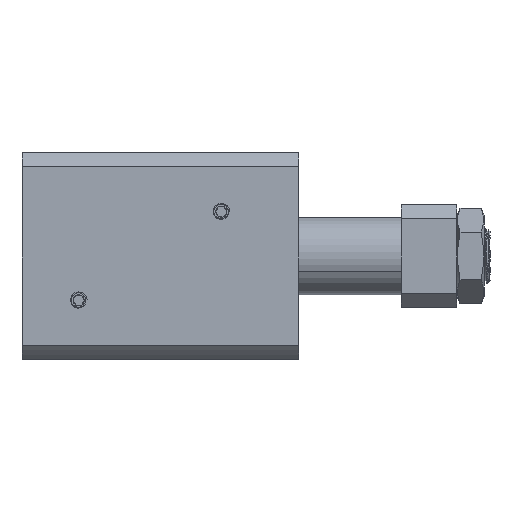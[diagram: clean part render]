
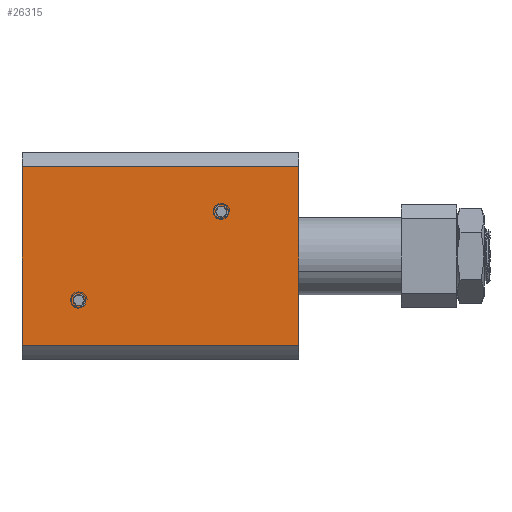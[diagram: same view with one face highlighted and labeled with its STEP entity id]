
A CAD part, front view. The second image highlights one B-rep face of the part: STEP entity #26315.
In plain terms, the highlighted planar face has unit normal (0, -1, 0).
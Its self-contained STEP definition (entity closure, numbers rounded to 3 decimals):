
#1 = VECTOR ( 'NONE', #18630, 1000. ) ;
#1074 = DIRECTION ( 'NONE',  ( 0., 1., 0. ) ) ;
#1214 = VECTOR ( 'NONE', #20261, 1000. ) ;
#1362 = CARTESIAN_POINT ( 'NONE',  ( 100., -37.5, -32.311 ) ) ;
#2020 = ORIENTED_EDGE ( 'NONE', *, *, #11451, .T. ) ;
#2279 = EDGE_CURVE ( 'NONE', #6559, #16986, #23153, .T. ) ;
#2622 = CARTESIAN_POINT ( 'NONE',  ( 0., -37.5, -32.311 ) ) ;
#2927 = LINE ( 'NONE', #10336, #1 ) ;
#3761 = VERTEX_POINT ( 'NONE', #2622 ) ;
#3846 = DIRECTION ( 'NONE',  ( 0., 0., -1. ) ) ;
#4138 = EDGE_CURVE ( 'NONE', #6460, #5450, #2927, .T. ) ;
#5340 = CARTESIAN_POINT ( 'NONE',  ( 72.002, -37.5, 16. ) ) ;
#5366 = EDGE_LOOP ( 'NONE', ( #2020, #22839 ) ) ;
#5384 = EDGE_CURVE ( 'NONE', #16986, #6559, #25359, .T. ) ;
#5434 = DIRECTION ( 'NONE',  ( 0., 0., -1. ) ) ;
#5450 = VERTEX_POINT ( 'NONE', #24182 ) ;
#5531 = ORIENTED_EDGE ( 'NONE', *, *, #4138, .T. ) ;
#6460 = VERTEX_POINT ( 'NONE', #1362 ) ;
#6559 = VERTEX_POINT ( 'NONE', #16668 ) ;
#7079 = EDGE_LOOP ( 'NONE', ( #12928, #17243 ) ) ;
#7505 = CARTESIAN_POINT ( 'NONE',  ( 0., -37.5, -0.003 ) ) ;
#7845 = DIRECTION ( 'NONE',  ( 0., 1., 0. ) ) ;
#8260 = LINE ( 'NONE', #17881, #26807 ) ;
#8333 = AXIS2_PLACEMENT_3D ( 'NONE', #20129, #7845, #11950 ) ;
#9141 = ORIENTED_EDGE ( 'NONE', *, *, #14059, .T. ) ;
#9201 = ORIENTED_EDGE ( 'NONE', *, *, #26809, .T. ) ;
#9342 = CARTESIAN_POINT ( 'NONE',  ( 0., -37.5, 32.311 ) ) ;
#9799 = CARTESIAN_POINT ( 'NONE',  ( 50., -37.5, -32.311 ) ) ;
#10336 = CARTESIAN_POINT ( 'NONE',  ( 100., -37.5, 0. ) ) ;
#11070 = ORIENTED_EDGE ( 'NONE', *, *, #26585, .T. ) ;
#11152 = CARTESIAN_POINT ( 'NONE',  ( 20.5, -37.5, -18. ) ) ;
#11451 = EDGE_CURVE ( 'NONE', #26512, #14434, #22407, .T. ) ;
#11711 = DIRECTION ( 'NONE',  ( 0., -1., 0. ) ) ;
#11950 = DIRECTION ( 'NONE',  ( 0., 0., -1. ) ) ;
#12274 = AXIS2_PLACEMENT_3D ( 'NONE', #9342, #11711, #23897 ) ;
#12815 = FACE_OUTER_BOUND ( 'NONE', #14035, .T. ) ;
#12928 = ORIENTED_EDGE ( 'NONE', *, *, #5384, .T. ) ;
#14021 = AXIS2_PLACEMENT_3D ( 'NONE', #20318, #14144, #3846 ) ;
#14035 = EDGE_LOOP ( 'NONE', ( #9141, #5531, #11070, #9201 ) ) ;
#14059 = EDGE_CURVE ( 'NONE', #3761, #6460, #21698, .T. ) ;
#14144 = DIRECTION ( 'NONE',  ( 0., 1., 0. ) ) ;
#14434 = VERTEX_POINT ( 'NONE', #22248 ) ;
#15031 = CARTESIAN_POINT ( 'NONE',  ( 20.5, -37.5, -16. ) ) ;
#15754 = FACE_BOUND ( 'NONE', #7079, .T. ) ;
#16668 = CARTESIAN_POINT ( 'NONE',  ( 72.002, -37.5, 18. ) ) ;
#16986 = VERTEX_POINT ( 'NONE', #20167 ) ;
#17243 = ORIENTED_EDGE ( 'NONE', *, *, #2279, .T. ) ;
#17696 = DIRECTION ( 'NONE',  ( -1., 0., 0. ) ) ;
#17726 = LINE ( 'NONE', #7505, #24224 ) ;
#17881 = CARTESIAN_POINT ( 'NONE',  ( 50., -37.5, 32.311 ) ) ;
#18630 = DIRECTION ( 'NONE',  ( 0., 0., 1. ) ) ;
#19562 = CARTESIAN_POINT ( 'NONE',  ( 0., -37.5, 32.311 ) ) ;
#20003 = FACE_BOUND ( 'NONE', #5366, .T. ) ;
#20129 = CARTESIAN_POINT ( 'NONE',  ( 20.5, -37.5, -16. ) ) ;
#20167 = CARTESIAN_POINT ( 'NONE',  ( 72.002, -37.5, 14. ) ) ;
#20261 = DIRECTION ( 'NONE',  ( 1., 0., 0. ) ) ;
#20318 = CARTESIAN_POINT ( 'NONE',  ( 72.002, -37.5, 16. ) ) ;
#21698 = LINE ( 'NONE', #9799, #1214 ) ;
#21797 = PLANE ( 'NONE',  #12274 ) ;
#21943 = CIRCLE ( 'NONE', #8333, 2. ) ;
#22248 = CARTESIAN_POINT ( 'NONE',  ( 20.5, -37.5, -14. ) ) ;
#22407 = CIRCLE ( 'NONE', #23805, 2. ) ;
#22473 = EDGE_CURVE ( 'NONE', #14434, #26512, #21943, .T. ) ;
#22839 = ORIENTED_EDGE ( 'NONE', *, *, #22473, .T. ) ;
#22986 = DIRECTION ( 'NONE',  ( 0., 0., -1. ) ) ;
#23153 = CIRCLE ( 'NONE', #14021, 2. ) ;
#23805 = AXIS2_PLACEMENT_3D ( 'NONE', #15031, #25128, #22986 ) ;
#23897 = DIRECTION ( 'NONE',  ( 0., 0., -1. ) ) ;
#23971 = AXIS2_PLACEMENT_3D ( 'NONE', #5340, #1074, #5434 ) ;
#24153 = DIRECTION ( 'NONE',  ( 0., 0., -1. ) ) ;
#24182 = CARTESIAN_POINT ( 'NONE',  ( 100., -37.5, 32.311 ) ) ;
#24224 = VECTOR ( 'NONE', #24153, 1000. ) ;
#25128 = DIRECTION ( 'NONE',  ( 0., 1., 0. ) ) ;
#25359 = CIRCLE ( 'NONE', #23971, 2. ) ;
#25527 = VERTEX_POINT ( 'NONE', #19562 ) ;
#26315 = ADVANCED_FACE ( 'NONE', ( #15754, #20003, #12815 ), #21797, .T. ) ;
#26512 = VERTEX_POINT ( 'NONE', #11152 ) ;
#26585 = EDGE_CURVE ( 'NONE', #5450, #25527, #8260, .T. ) ;
#26807 = VECTOR ( 'NONE', #17696, 1000. ) ;
#26809 = EDGE_CURVE ( 'NONE', #25527, #3761, #17726, .T. ) ;
